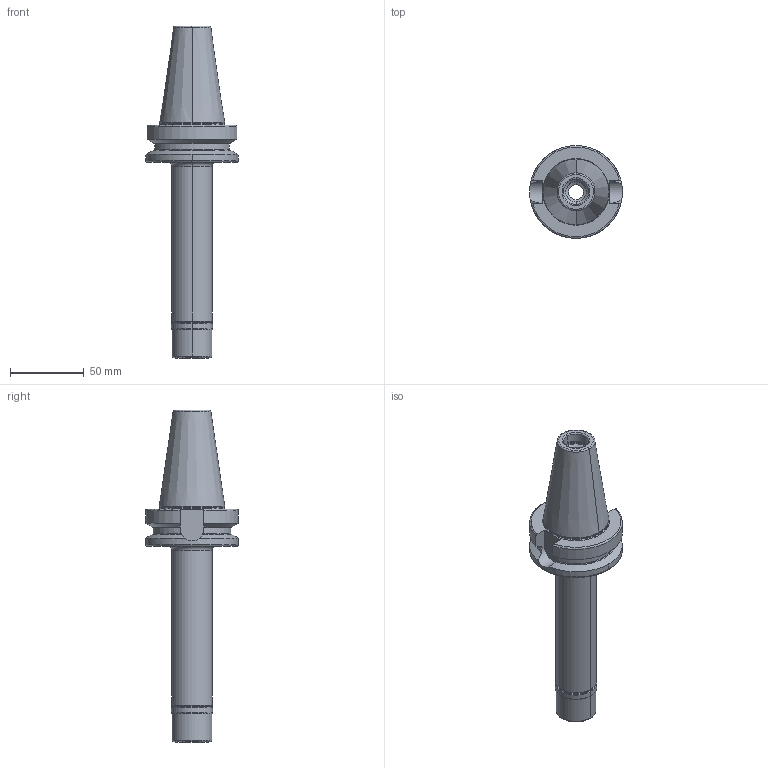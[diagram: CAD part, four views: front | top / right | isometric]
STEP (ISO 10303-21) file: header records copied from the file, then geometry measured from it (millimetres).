
FILE_DESCRIPTION((''),'2;1');
FILE_NAME('405_03_10_3','2020-12-02T',('101107'),(''),'CREO PARAMETRIC BY PTC INC, 2016260','CREO PARAMETRIC BY PTC INC, 2016260','');
FILE_SCHEMA(('CONFIG_CONTROL_DESIGN'));
Length unit declared in the file: millimetre
Products named in the file (1): 405_03_10_3
Bounding box: 63 x 63 x 225.4 mm (x, y, z)
Volume: 180674.1 mm3; surface area: 41597.4 mm2
Topology: 1 solids, 2 shells, 143 faces, 316 edges, 184 vertices
Faces by surface type: torus 44, cylinder 44, cone 32, plane 23
Entity records: 4118 total; most frequent: CARTESIAN_POINT 824, DIRECTION 770, ORIENTED_EDGE 632, AXIS2_PLACEMENT_3D 336, EDGE_CURVE 316, CIRCLE 190, VERTEX_POINT 184, EDGE_LOOP 154
